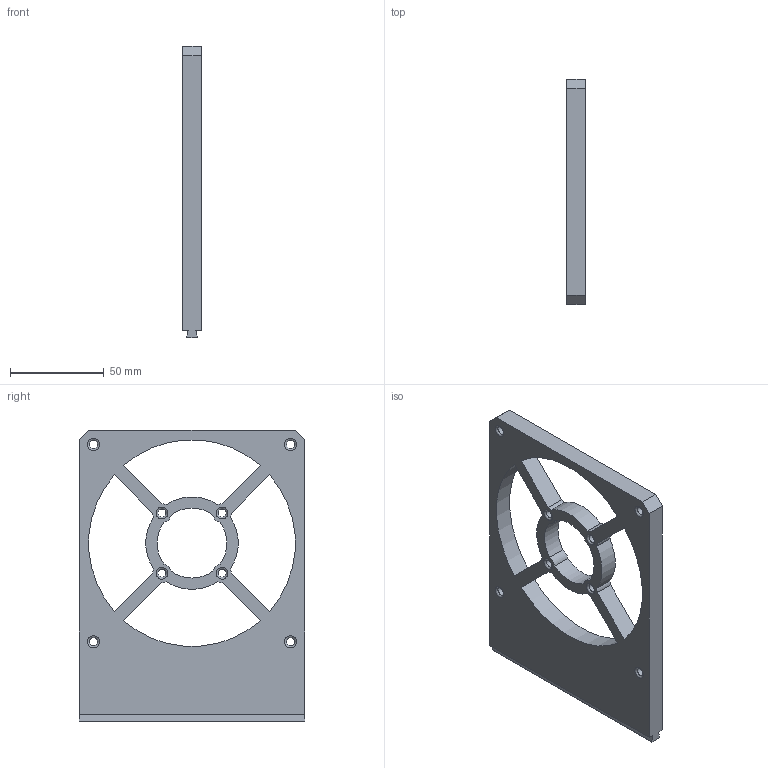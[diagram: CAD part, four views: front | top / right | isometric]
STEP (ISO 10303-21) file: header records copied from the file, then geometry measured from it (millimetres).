
FILE_DESCRIPTION(/* description */ (''),/* implementation_level */ '2;1');
FILE_NAME(/* name */ 'Fun Upper Stand v3.step',/* time_stamp */ '2025-05-05T17:34:13-07:00',/* author */ (''),/* organization */ (''),/* preprocessor_version */ 'ST-DEVELOPER v20.1',/* originating_system */ 'Autodesk Translation Framework v14.4.0.0',/* authorisation */ '');
FILE_SCHEMA (('AUTOMOTIVE_DESIGN { 1 0 10303 214 3 1 1 }'));
Length unit declared in the file: millimetre
Products named in the file (3): Temperature Stand; Sensor Stand; Fan Stand
Assembly tree (2 placements, depth 2):
  Temperature Stand
    Sensor Stand
    Fan Stand
Bounding box: 10 x 120 x 155 mm (x, y, z)
Volume: 104050.6 mm3; surface area: 35939.9 mm2
Topology: 1 solids, 1 shells, 72 faces, 210 edges, 140 vertices
Faces by surface type: cylinder 36, plane 20, torus 16
Full cylindrical faces by diameter (mm): 4.3 x4, 4.5 x4
Entity records: 2590 total; most frequent: DIRECTION 484, CARTESIAN_POINT 427, ORIENTED_EDGE 420, EDGE_CURVE 210, AXIS2_PLACEMENT_3D 197, VERTEX_POINT 140, CIRCLE 120, EDGE_LOOP 98
